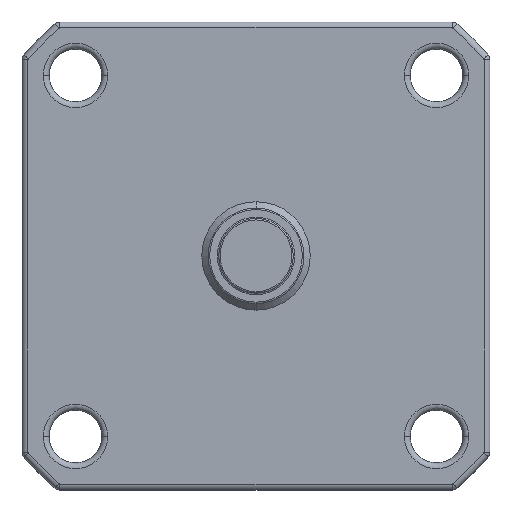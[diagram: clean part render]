
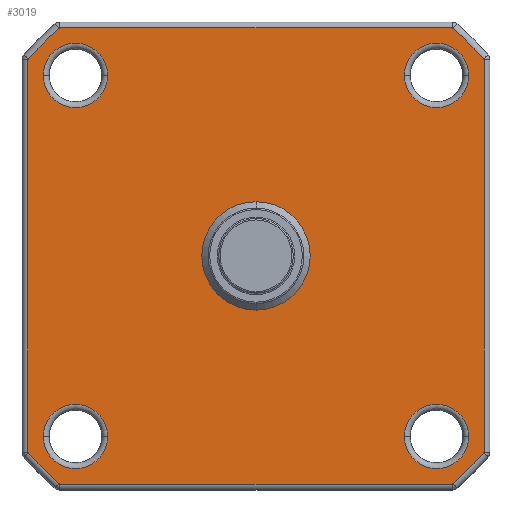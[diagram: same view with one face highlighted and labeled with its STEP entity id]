
A CAD part, top view. The second image highlights one B-rep face of the part: STEP entity #3019.
In plain terms, the highlighted planar face has unit normal (0, 0, 1).
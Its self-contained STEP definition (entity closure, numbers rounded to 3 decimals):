
#1=CARTESIAN_POINT('',(0.,0.,0.));
#2=DIRECTION('',(0.,0.,1.));
#3=DIRECTION('',(0.,1.,0.));
#4=AXIS2_PLACEMENT_3D('',#1,#2,#3);
#6=CARTESIAN_POINT('',(0.,0.,0.));
#7=DIRECTION('',(0.,0.,1.));
#8=DIRECTION('',(0.,-1.,0.));
#9=AXIS2_PLACEMENT_3D('',#6,#7,#8);
#11=CARTESIAN_POINT('',(15.501,-13.415,0.));
#12=DIRECTION('',(0.,0.,1.));
#13=DIRECTION('',(0.756,-0.654,0.));
#14=AXIS2_PLACEMENT_3D('',#11,#12,#13);
#16=CARTESIAN_POINT('',(0.,0.,0.));
#17=DIRECTION('',(0.,0.,1.));
#18=DIRECTION('',(0.654,-0.756,0.));
#19=AXIS2_PLACEMENT_3D('',#16,#17,#18);
#21=CARTESIAN_POINT('',(13.415,-15.501,0.));
#22=DIRECTION('',(0.,0.,1.));
#23=DIRECTION('',(0.,-1.,0.));
#24=AXIS2_PLACEMENT_3D('',#21,#22,#23);
#26=DIRECTION('',(1.,0.,0.));
#27=VECTOR('',#26,26.83);
#28=CARTESIAN_POINT('',(-13.415,-15.601,0.));
#29=LINE('',#28,#27);
#30=CARTESIAN_POINT('',(-13.415,-15.501,0.));
#31=DIRECTION('',(0.,0.,1.));
#32=DIRECTION('',(-0.654,-0.756,0.));
#33=AXIS2_PLACEMENT_3D('',#30,#31,#32);
#35=CARTESIAN_POINT('',(0.,0.,0.));
#36=DIRECTION('',(0.,0.,1.));
#37=DIRECTION('',(-0.756,-0.654,0.));
#38=AXIS2_PLACEMENT_3D('',#35,#36,#37);
#40=CARTESIAN_POINT('',(-15.501,-13.415,0.));
#41=DIRECTION('',(0.,0.,1.));
#42=DIRECTION('',(-1.,0.,0.));
#43=AXIS2_PLACEMENT_3D('',#40,#41,#42);
#45=DIRECTION('',(0.,-1.,0.));
#46=VECTOR('',#45,26.83);
#47=CARTESIAN_POINT('',(-15.601,13.415,0.));
#48=LINE('',#47,#46);
#49=CARTESIAN_POINT('',(-15.501,13.415,0.));
#50=DIRECTION('',(0.,0.,1.));
#51=DIRECTION('',(-0.756,0.654,0.));
#52=AXIS2_PLACEMENT_3D('',#49,#50,#51);
#54=CARTESIAN_POINT('',(0.,0.,0.));
#55=DIRECTION('',(0.,0.,1.));
#56=DIRECTION('',(-0.654,0.756,0.));
#57=AXIS2_PLACEMENT_3D('',#54,#55,#56);
#59=CARTESIAN_POINT('',(-13.415,15.501,0.));
#60=DIRECTION('',(0.,0.,1.));
#61=DIRECTION('',(0.,1.,0.));
#62=AXIS2_PLACEMENT_3D('',#59,#60,#61);
#64=DIRECTION('',(-1.,0.,0.));
#65=VECTOR('',#64,26.83);
#66=CARTESIAN_POINT('',(13.415,15.601,0.));
#67=LINE('',#66,#65);
#68=CARTESIAN_POINT('',(13.415,15.501,0.));
#69=DIRECTION('',(0.,0.,1.));
#70=DIRECTION('',(0.654,0.756,0.));
#71=AXIS2_PLACEMENT_3D('',#68,#69,#70);
#73=CARTESIAN_POINT('',(0.,0.,0.));
#74=DIRECTION('',(0.,0.,1.));
#75=DIRECTION('',(0.756,0.654,0.));
#76=AXIS2_PLACEMENT_3D('',#73,#74,#75);
#78=CARTESIAN_POINT('',(15.501,13.415,0.));
#79=DIRECTION('',(0.,0.,1.));
#80=DIRECTION('',(1.,0.,0.));
#81=AXIS2_PLACEMENT_3D('',#78,#79,#80);
#83=DIRECTION('',(0.,1.,0.));
#84=VECTOR('',#83,26.83);
#85=CARTESIAN_POINT('',(15.601,-13.415,0.));
#86=LINE('',#85,#84);
#87=CARTESIAN_POINT('',(-12.35,-12.35,0.));
#88=DIRECTION('',(0.,0.,-1.));
#89=DIRECTION('',(-1.,0.,0.));
#90=AXIS2_PLACEMENT_3D('',#87,#88,#89);
#92=CARTESIAN_POINT('',(-12.35,-12.35,0.));
#93=DIRECTION('',(0.,0.,-1.));
#94=DIRECTION('',(1.,0.,0.));
#95=AXIS2_PLACEMENT_3D('',#92,#93,#94);
#97=CARTESIAN_POINT('',(12.35,-12.35,0.));
#98=DIRECTION('',(0.,0.,-1.));
#99=DIRECTION('',(-1.,0.,0.));
#100=AXIS2_PLACEMENT_3D('',#97,#98,#99);
#102=CARTESIAN_POINT('',(12.35,-12.35,0.));
#103=DIRECTION('',(0.,0.,-1.));
#104=DIRECTION('',(1.,0.,0.));
#105=AXIS2_PLACEMENT_3D('',#102,#103,#104);
#107=CARTESIAN_POINT('',(12.35,12.35,0.));
#108=DIRECTION('',(0.,0.,-1.));
#109=DIRECTION('',(-1.,0.,0.));
#110=AXIS2_PLACEMENT_3D('',#107,#108,#109);
#112=CARTESIAN_POINT('',(12.35,12.35,0.));
#113=DIRECTION('',(0.,0.,-1.));
#114=DIRECTION('',(1.,0.,0.));
#115=AXIS2_PLACEMENT_3D('',#112,#113,#114);
#117=CARTESIAN_POINT('',(-12.35,12.35,0.));
#118=DIRECTION('',(0.,0.,-1.));
#119=DIRECTION('',(-1.,0.,0.));
#120=AXIS2_PLACEMENT_3D('',#117,#118,#119);
#122=CARTESIAN_POINT('',(-12.35,12.35,0.));
#123=DIRECTION('',(0.,0.,-1.));
#124=DIRECTION('',(1.,0.,0.));
#125=AXIS2_PLACEMENT_3D('',#122,#123,#124);
#2522=CARTESIAN_POINT('',(0.,3.708,0.));
#2523=CARTESIAN_POINT('',(0.,-3.708,0.));
#2524=VERTEX_POINT('',#2522);
#2525=VERTEX_POINT('',#2523);
#2854=CARTESIAN_POINT('',(15.577,-13.48,0.));
#2855=CARTESIAN_POINT('',(15.601,-13.415,0.));
#2856=VERTEX_POINT('',#2854);
#2857=VERTEX_POINT('',#2855);
#2862=CARTESIAN_POINT('',(15.601,13.415,0.));
#2863=VERTEX_POINT('',#2862);
#2866=CARTESIAN_POINT('',(15.577,13.48,0.));
#2867=VERTEX_POINT('',#2866);
#2870=CARTESIAN_POINT('',(13.48,15.577,0.));
#2871=VERTEX_POINT('',#2870);
#2874=CARTESIAN_POINT('',(13.415,15.601,0.));
#2875=VERTEX_POINT('',#2874);
#2878=CARTESIAN_POINT('',(-13.415,15.601,0.));
#2879=VERTEX_POINT('',#2878);
#2882=CARTESIAN_POINT('',(-13.48,15.577,0.));
#2883=VERTEX_POINT('',#2882);
#2886=CARTESIAN_POINT('',(-15.577,13.48,0.));
#2887=VERTEX_POINT('',#2886);
#2890=CARTESIAN_POINT('',(-15.601,13.415,0.));
#2891=VERTEX_POINT('',#2890);
#2894=CARTESIAN_POINT('',(-15.601,-13.415,0.));
#2895=VERTEX_POINT('',#2894);
#2898=CARTESIAN_POINT('',(-15.577,-13.48,0.));
#2899=VERTEX_POINT('',#2898);
#2902=CARTESIAN_POINT('',(-13.48,-15.577,0.));
#2903=VERTEX_POINT('',#2902);
#2906=CARTESIAN_POINT('',(-13.415,-15.601,0.));
#2907=VERTEX_POINT('',#2906);
#2910=CARTESIAN_POINT('',(13.415,-15.601,0.));
#2911=VERTEX_POINT('',#2910);
#2914=CARTESIAN_POINT('',(13.48,-15.577,0.));
#2915=VERTEX_POINT('',#2914);
#2918=CARTESIAN_POINT('',(-14.55,-12.35,0.));
#2919=CARTESIAN_POINT('',(-10.15,-12.35,0.));
#2920=VERTEX_POINT('',#2918);
#2921=VERTEX_POINT('',#2919);
#2926=CARTESIAN_POINT('',(10.15,-12.35,0.));
#2927=CARTESIAN_POINT('',(14.55,-12.35,0.));
#2928=VERTEX_POINT('',#2926);
#2929=VERTEX_POINT('',#2927);
#2934=CARTESIAN_POINT('',(10.15,12.35,0.));
#2935=CARTESIAN_POINT('',(14.55,12.35,0.));
#2936=VERTEX_POINT('',#2934);
#2937=VERTEX_POINT('',#2935);
#2942=CARTESIAN_POINT('',(-14.55,12.35,0.));
#2943=CARTESIAN_POINT('',(-10.15,12.35,0.));
#2944=VERTEX_POINT('',#2942);
#2945=VERTEX_POINT('',#2943);
#2950=CARTESIAN_POINT('',(0.,0.,0.));
#2951=DIRECTION('',(0.,0.,1.));
#2952=DIRECTION('',(1.,0.,0.));
#2953=AXIS2_PLACEMENT_3D('',#2950,#2951,#2952);
#2954=PLANE('',#2953);
#2956=ORIENTED_EDGE('',*,*,#2955,.F.);
#2958=ORIENTED_EDGE('',*,*,#2957,.F.);
#2960=ORIENTED_EDGE('',*,*,#2959,.F.);
#2962=ORIENTED_EDGE('',*,*,#2961,.F.);
#2964=ORIENTED_EDGE('',*,*,#2963,.F.);
#2966=ORIENTED_EDGE('',*,*,#2965,.F.);
#2968=ORIENTED_EDGE('',*,*,#2967,.F.);
#2970=ORIENTED_EDGE('',*,*,#2969,.F.);
#2972=ORIENTED_EDGE('',*,*,#2971,.F.);
#2974=ORIENTED_EDGE('',*,*,#2973,.F.);
#2976=ORIENTED_EDGE('',*,*,#2975,.F.);
#2978=ORIENTED_EDGE('',*,*,#2977,.F.);
#2980=ORIENTED_EDGE('',*,*,#2979,.F.);
#2982=ORIENTED_EDGE('',*,*,#2981,.F.);
#2984=ORIENTED_EDGE('',*,*,#2983,.F.);
#2986=ORIENTED_EDGE('',*,*,#2985,.F.);
#2987=EDGE_LOOP('',(#2956,#2958,#2960,#2962,#2964,#2966,#2968,#2970,#2972,#2974,
#2976,#2978,#2980,#2982,#2984,#2986));
#2988=FACE_OUTER_BOUND('',#2987,.F.);
#2990=ORIENTED_EDGE('',*,*,#2989,.T.);
#2992=ORIENTED_EDGE('',*,*,#2991,.T.);
#2993=EDGE_LOOP('',(#2990,#2992));
#2994=FACE_BOUND('',#2993,.F.);
#2996=ORIENTED_EDGE('',*,*,#2995,.F.);
#2998=ORIENTED_EDGE('',*,*,#2997,.F.);
#2999=EDGE_LOOP('',(#2996,#2998));
#3000=FACE_BOUND('',#2999,.F.);
#3002=ORIENTED_EDGE('',*,*,#3001,.F.);
#3004=ORIENTED_EDGE('',*,*,#3003,.F.);
#3005=EDGE_LOOP('',(#3002,#3004));
#3006=FACE_BOUND('',#3005,.F.);
#3008=ORIENTED_EDGE('',*,*,#3007,.F.);
#3010=ORIENTED_EDGE('',*,*,#3009,.F.);
#3011=EDGE_LOOP('',(#3008,#3010));
#3012=FACE_BOUND('',#3011,.F.);
#3014=ORIENTED_EDGE('',*,*,#3013,.F.);
#3016=ORIENTED_EDGE('',*,*,#3015,.F.);
#3017=EDGE_LOOP('',(#3014,#3016));
#3018=FACE_BOUND('',#3017,.F.);
#5=CIRCLE('',#4,3.708);
#10=CIRCLE('',#9,3.708);
#15=CIRCLE('',#14,0.1);
#20=CIRCLE('',#19,20.6);
#25=CIRCLE('',#24,0.1);
#34=CIRCLE('',#33,0.1);
#39=CIRCLE('',#38,20.6);
#44=CIRCLE('',#43,0.1);
#53=CIRCLE('',#52,0.1);
#58=CIRCLE('',#57,20.6);
#63=CIRCLE('',#62,0.1);
#72=CIRCLE('',#71,0.1);
#77=CIRCLE('',#76,20.6);
#82=CIRCLE('',#81,0.1);
#91=CIRCLE('',#90,2.2);
#96=CIRCLE('',#95,2.2);
#101=CIRCLE('',#100,2.2);
#106=CIRCLE('',#105,2.2);
#111=CIRCLE('',#110,2.2);
#116=CIRCLE('',#115,2.2);
#121=CIRCLE('',#120,2.2);
#126=CIRCLE('',#125,2.2);
#2955=EDGE_CURVE('',#2856,#2857,#15,.T.);
#2957=EDGE_CURVE('',#2915,#2856,#20,.T.);
#2959=EDGE_CURVE('',#2911,#2915,#25,.T.);
#2961=EDGE_CURVE('',#2907,#2911,#29,.T.);
#2963=EDGE_CURVE('',#2903,#2907,#34,.T.);
#2965=EDGE_CURVE('',#2899,#2903,#39,.T.);
#2967=EDGE_CURVE('',#2895,#2899,#44,.T.);
#2969=EDGE_CURVE('',#2891,#2895,#48,.T.);
#2971=EDGE_CURVE('',#2887,#2891,#53,.T.);
#2973=EDGE_CURVE('',#2883,#2887,#58,.T.);
#2975=EDGE_CURVE('',#2879,#2883,#63,.T.);
#2977=EDGE_CURVE('',#2875,#2879,#67,.T.);
#2979=EDGE_CURVE('',#2871,#2875,#72,.T.);
#2981=EDGE_CURVE('',#2867,#2871,#77,.T.);
#2983=EDGE_CURVE('',#2863,#2867,#82,.T.);
#2985=EDGE_CURVE('',#2857,#2863,#86,.T.);
#2989=EDGE_CURVE('',#2524,#2525,#5,.T.);
#2991=EDGE_CURVE('',#2525,#2524,#10,.T.);
#2995=EDGE_CURVE('',#2920,#2921,#91,.T.);
#2997=EDGE_CURVE('',#2921,#2920,#96,.T.);
#3001=EDGE_CURVE('',#2928,#2929,#101,.T.);
#3003=EDGE_CURVE('',#2929,#2928,#106,.T.);
#3007=EDGE_CURVE('',#2936,#2937,#111,.T.);
#3009=EDGE_CURVE('',#2937,#2936,#116,.T.);
#3013=EDGE_CURVE('',#2944,#2945,#121,.T.);
#3015=EDGE_CURVE('',#2945,#2944,#126,.T.);
#3019=ADVANCED_FACE('',(#2988,#2994,#3000,#3006,#3012,#3018),#2954,.T.);
